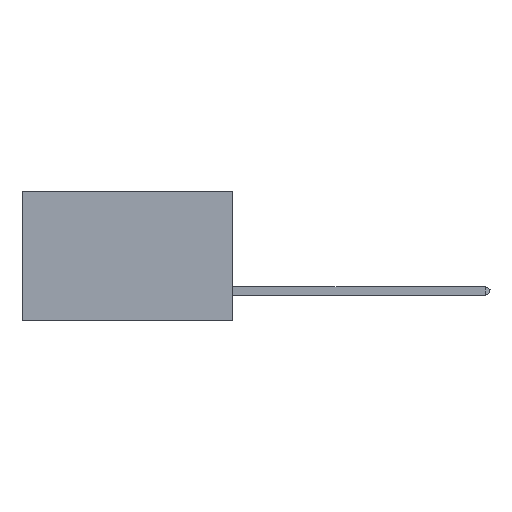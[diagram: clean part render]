
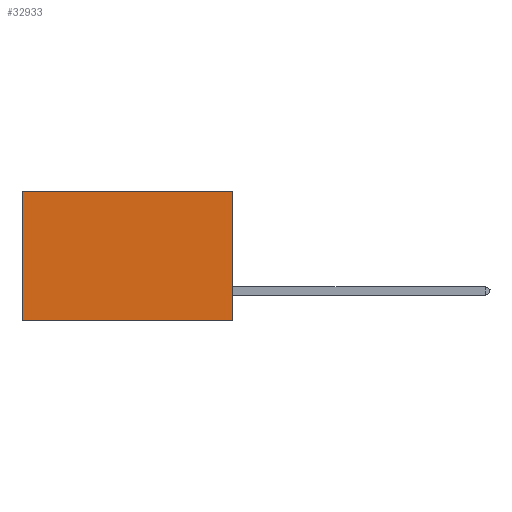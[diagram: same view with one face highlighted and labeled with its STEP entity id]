
A CAD part, left-side view. The second image highlights one B-rep face of the part: STEP entity #32933.
In plain terms, the highlighted planar face has unit normal (-1, 0, 0).
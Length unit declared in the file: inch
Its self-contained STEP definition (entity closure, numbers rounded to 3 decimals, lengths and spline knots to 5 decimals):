
#484 = EDGE_LOOP ( 'NONE', ( #46438, #43319, #44292, #3840 ) ) ;
#871 = VECTOR ( 'NONE', #31262, 39.37008 ) ;
#1106 = VECTOR ( 'NONE', #32092, 39.37008 ) ;
#1500 = LINE ( 'NONE', #24126, #3353 ) ;
#1956 = FACE_OUTER_BOUND ( 'NONE', #484, .T. ) ;
#2378 = LINE ( 'NONE', #32779, #1106 ) ;
#3353 = VECTOR ( 'NONE', #20686, 39.37008 ) ;
#3840 = ORIENTED_EDGE ( 'NONE', *, *, #25550, .T. ) ;
#4205 = CARTESIAN_POINT ( 'NONE',  ( 0.2875, 0., 0. ) ) ;
#8399 = EDGE_CURVE ( 'NONE', #15562, #11036, #2378, .T. ) ;
#8521 = VERTEX_POINT ( 'NONE', #19029 ) ;
#11036 = VERTEX_POINT ( 'NONE', #22473 ) ;
#11536 = PLANE ( 'NONE',  #38630 ) ;
#12927 = CARTESIAN_POINT ( 'NONE',  ( 0.2875, 0.6, 0. ) ) ;
#15562 = VERTEX_POINT ( 'NONE', #48214 ) ;
#19029 = CARTESIAN_POINT ( 'NONE',  ( 0.2875, 0.6, 0. ) ) ;
#19234 = EDGE_CURVE ( 'NONE', #8521, #11036, #32774, .T. ) ;
#20686 = DIRECTION ( 'NONE',  ( 0., 1., 0. ) ) ;
#22282 = LINE ( 'NONE', #38764, #871 ) ;
#22473 = CARTESIAN_POINT ( 'NONE',  ( 0.2875, 0.6, -0.37 ) ) ;
#23309 = CARTESIAN_POINT ( 'NONE',  ( 0.2875, 0., 0. ) ) ;
#24126 = CARTESIAN_POINT ( 'NONE',  ( 0.2875, 0., 0. ) ) ;
#25550 = EDGE_CURVE ( 'NONE', #36234, #8521, #1500, .T. ) ;
#26226 = EDGE_CURVE ( 'NONE', #36234, #15562, #22282, .T. ) ;
#26987 = DIRECTION ( 'NONE',  ( 0., 0., -1. ) ) ;
#31262 = DIRECTION ( 'NONE',  ( 0., 0., -1. ) ) ;
#32092 = DIRECTION ( 'NONE',  ( 0., 1., 0. ) ) ;
#32774 = LINE ( 'NONE', #12927, #42260 ) ;
#32779 = CARTESIAN_POINT ( 'NONE',  ( 0.2875, 0., -0.37 ) ) ;
#32933 = ADVANCED_FACE ( 'NONE', ( #1956 ), #11536, .F. ) ;
#36234 = VERTEX_POINT ( 'NONE', #23309 ) ;
#38630 = AXIS2_PLACEMENT_3D ( 'NONE', #4205, #45913, #26987 ) ;
#38764 = CARTESIAN_POINT ( 'NONE',  ( 0.2875, 0., 0. ) ) ;
#42260 = VECTOR ( 'NONE', #43562, 39.37008 ) ;
#43319 = ORIENTED_EDGE ( 'NONE', *, *, #8399, .F. ) ;
#43562 = DIRECTION ( 'NONE',  ( 0., 0., -1. ) ) ;
#44292 = ORIENTED_EDGE ( 'NONE', *, *, #26226, .F. ) ;
#45913 = DIRECTION ( 'NONE',  ( 1., 0., 0. ) ) ;
#46438 = ORIENTED_EDGE ( 'NONE', *, *, #19234, .T. ) ;
#48214 = CARTESIAN_POINT ( 'NONE',  ( 0.2875, 0., -0.37 ) ) ;
